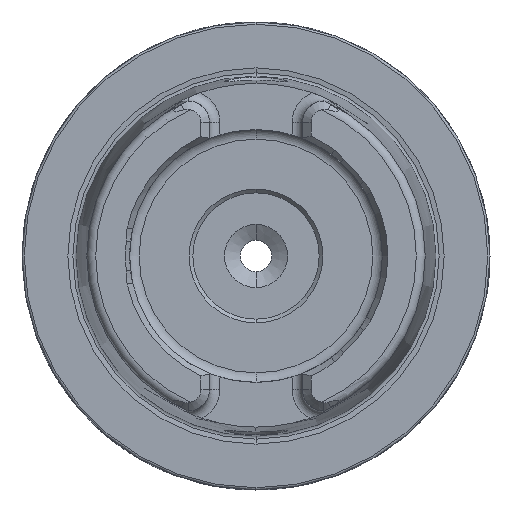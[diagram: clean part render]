
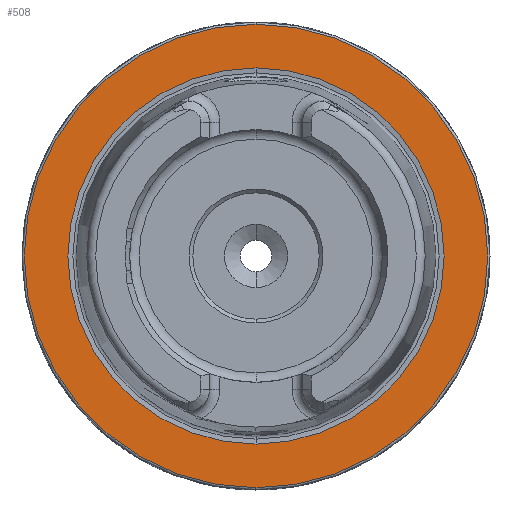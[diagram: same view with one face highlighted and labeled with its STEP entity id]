
A CAD part, left-side view. The second image highlights one B-rep face of the part: STEP entity #508.
In plain terms, the highlighted planar face has unit normal (-1, 0, 0).
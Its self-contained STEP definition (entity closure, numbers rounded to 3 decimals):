
#253 = EDGE_CURVE ( 'NONE', #2556, #2555, #4510, .T. ) ;
#254 = EDGE_CURVE ( 'NONE', #2551, #2550, #4513, .T. ) ;
#508 = ADVANCED_FACE ( 'NONE', ( #4884, #4883 ), #7021, .F. ) ;
#764 = ORIENTED_EDGE ( 'NONE', *, *, #253, .F. ) ;
#765 = ORIENTED_EDGE ( 'NONE', *, *, #2086, .F. ) ;
#766 = ORIENTED_EDGE ( 'NONE', *, *, #2082, .T. ) ;
#767 = ORIENTED_EDGE ( 'NONE', *, *, #254, .T. ) ;
#1536 = EDGE_LOOP ( 'NONE', ( #766, #767 ) ) ;
#1588 = EDGE_LOOP ( 'NONE', ( #764, #765 ) ) ;
#2082 = EDGE_CURVE ( 'NONE', #2550, #2551, #10058, .T. ) ;
#2086 = EDGE_CURVE ( 'NONE', #2555, #2556, #10061, .T. ) ;
#2231 = AXIS2_PLACEMENT_3D ( 'NONE', #5469, #5470, #5471 ) ;
#2232 = AXIS2_PLACEMENT_3D ( 'NONE', #5472, #5473, #5474 ) ;
#2550 = VERTEX_POINT ( 'NONE', #10620 ) ;
#2551 = VERTEX_POINT ( 'NONE', #10621 ) ;
#2555 = VERTEX_POINT ( 'NONE', #10625 ) ;
#2556 = VERTEX_POINT ( 'NONE', #10626 ) ;
#4510 = CIRCLE ( 'NONE', #2231, 25.324 ) ;
#4513 = CIRCLE ( 'NONE', #2232, 31.2 ) ;
#4883 = FACE_OUTER_BOUND ( 'NONE', #1536, .T. ) ;
#4884 = FACE_BOUND ( 'NONE', #1588, .T. ) ;
#5469 = CARTESIAN_POINT ( 'NONE',  ( 0., 0., 0. ) ) ;
#5470 = DIRECTION ( 'NONE',  ( -1., 0., 0. ) ) ;
#5471 = DIRECTION ( 'NONE',  ( 0., 0., 1. ) ) ;
#5472 = CARTESIAN_POINT ( 'NONE',  ( 0., 0., 0. ) ) ;
#5473 = DIRECTION ( 'NONE',  ( -1., 0., 0. ) ) ;
#5474 = DIRECTION ( 'NONE',  ( 0., 0., 1. ) ) ;
#6590 = AXIS2_PLACEMENT_3D ( 'NONE', #7019, #7018, #7023 ) ;
#6913 = AXIS2_PLACEMENT_3D ( 'NONE', #9742, #9743, #9744 ) ;
#6916 = AXIS2_PLACEMENT_3D ( 'NONE', #9754, #9755, #9756 ) ;
#7018 = DIRECTION ( 'NONE',  ( 1., 0., 0. ) ) ;
#7019 = CARTESIAN_POINT ( 'NONE',  ( 0., 31.2, 0. ) ) ;
#7021 = PLANE ( 'NONE',  #6590 ) ;
#7023 = DIRECTION ( 'NONE',  ( 0., 0., -1. ) ) ;
#9742 = CARTESIAN_POINT ( 'NONE',  ( 0., 0., 0. ) ) ;
#9743 = DIRECTION ( 'NONE',  ( -1., 0., 0. ) ) ;
#9744 = DIRECTION ( 'NONE',  ( 0., 0., 1. ) ) ;
#9754 = CARTESIAN_POINT ( 'NONE',  ( 0., 0., 0. ) ) ;
#9755 = DIRECTION ( 'NONE',  ( -1., 0., 0. ) ) ;
#9756 = DIRECTION ( 'NONE',  ( 0., 0., 1. ) ) ;
#10058 = CIRCLE ( 'NONE', #6913, 31.2 ) ;
#10061 = CIRCLE ( 'NONE', #6916, 25.324 ) ;
#10620 = CARTESIAN_POINT ( 'NONE',  ( 0., 0., 31.2 ) ) ;
#10621 = CARTESIAN_POINT ( 'NONE',  ( 0., 0., -31.2 ) ) ;
#10625 = CARTESIAN_POINT ( 'NONE',  ( 0., 0., -25.324 ) ) ;
#10626 = CARTESIAN_POINT ( 'NONE',  ( 0., 0., 25.324 ) ) ;
